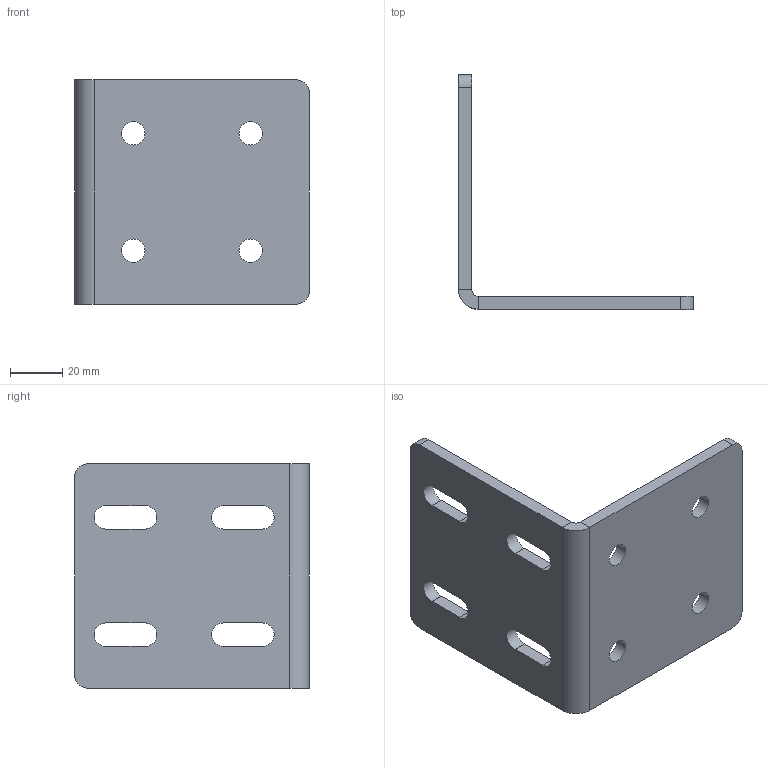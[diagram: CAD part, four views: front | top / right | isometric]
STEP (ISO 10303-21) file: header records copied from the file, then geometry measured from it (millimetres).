
FILE_DESCRIPTION (( 'STEP AP214' ), '1' );
FILE_NAME ('Óãîëîê 45 ñåðèÿ 2õ4 90õ90õ86õ5 óñèë.STEP', '2022-03-01T06:51:59', ( 'user' ), ( '' ), 'SwSTEP 2.0', 'SolidWorks 2021', '' );
FILE_SCHEMA (( 'AUTOMOTIVE_DESIGN' ));
Length unit declared in the file: millimetre
Products named in the file (1): Óãîëîê 45 ñåðèÿ 2õ4 90õ90õ86õ5 óñèë
Bounding box: 90 x 90 x 86 mm (x, y, z)
Volume: 68975.2 mm3; surface area: 31866.7 mm2
Topology: 1 solids, 1 shells, 42 faces, 112 edges, 72 vertices
Faces by surface type: cylinder 22, plane 20
Entity records: 1382 total; most frequent: DIRECTION 242, CARTESIAN_POINT 227, ORIENTED_EDGE 224, EDGE_CURVE 112, AXIS2_PLACEMENT_3D 87, VERTEX_POINT 72, VECTOR 68, LINE 68
